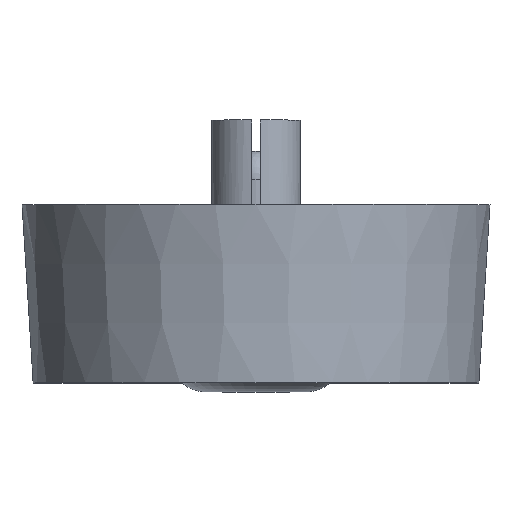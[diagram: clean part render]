
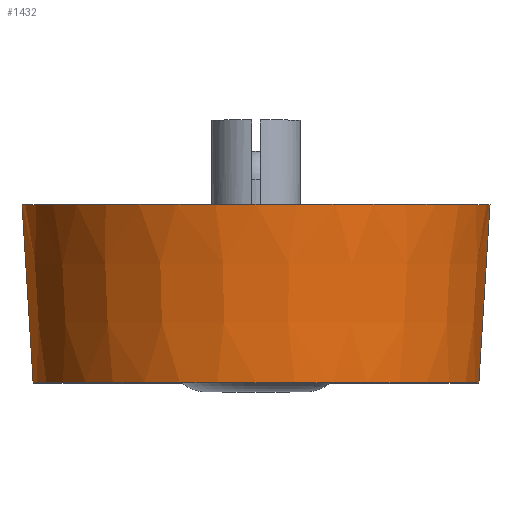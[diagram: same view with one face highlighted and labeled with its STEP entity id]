
A CAD part, top view. The second image highlights one B-rep face of the part: STEP entity #1432.
In plain terms, the highlighted conical face has half-angle 3.576 degrees and reference radius 10.5 mm.
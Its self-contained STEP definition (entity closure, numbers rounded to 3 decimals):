
#52 = CARTESIAN_POINT ( 'NONE',  ( -10.5, 0., 0. ) ) ;
#133 = AXIS2_PLACEMENT_3D ( 'NONE', #1363, #2107, #1123 ) ;
#144 = VERTEX_POINT ( 'NONE', #52 ) ;
#162 = EDGE_CURVE ( 'NONE', #144, #646, #180, .T. ) ;
#180 = CIRCLE ( 'NONE', #133, 10.5 ) ;
#536 = DIRECTION ( 'NONE',  ( 0., 1., 0. ) ) ;
#646 = VERTEX_POINT ( 'NONE', #1249 ) ;
#681 = CIRCLE ( 'NONE', #1688, 10. ) ;
#697 = EDGE_CURVE ( 'NONE', #1676, #1132, #681, .T. ) ;
#743 = EDGE_CURVE ( 'NONE', #1132, #646, #2903, .T. ) ;
#785 = DIRECTION ( 'NONE',  ( -1., 0., 0. ) ) ;
#828 = ORIENTED_EDGE ( 'NONE', *, *, #697, .T. ) ;
#1123 = DIRECTION ( 'NONE',  ( -1., 0., 0. ) ) ;
#1132 = VERTEX_POINT ( 'NONE', #3201 ) ;
#1139 = EDGE_LOOP ( 'NONE', ( #828, #1476, #1686, #1271 ) ) ;
#1230 = CONICAL_SURFACE ( 'NONE', #1639, 10.5, 0.062 ) ;
#1249 = CARTESIAN_POINT ( 'NONE',  ( 10.5, 0., 0. ) ) ;
#1259 = CARTESIAN_POINT ( 'NONE',  ( 0., -8., 0. ) ) ;
#1271 = ORIENTED_EDGE ( 'NONE', *, *, #2914, .F. ) ;
#1363 = CARTESIAN_POINT ( 'NONE',  ( 0., 0., 0. ) ) ;
#1425 = FACE_OUTER_BOUND ( 'NONE', #1139, .T. ) ;
#1432 = ADVANCED_FACE ( 'NONE', ( #1425 ), #1230, .T. ) ;
#1476 = ORIENTED_EDGE ( 'NONE', *, *, #743, .T. ) ;
#1639 = AXIS2_PLACEMENT_3D ( 'NONE', #3040, #2298, #1780 ) ;
#1676 = VERTEX_POINT ( 'NONE', #3018 ) ;
#1686 = ORIENTED_EDGE ( 'NONE', *, *, #162, .F. ) ;
#1688 = AXIS2_PLACEMENT_3D ( 'NONE', #1259, #536, #785 ) ;
#1780 = DIRECTION ( 'NONE',  ( -1., 0., 0. ) ) ;
#1814 = DIRECTION ( 'NONE',  ( -0.062, 0.998, 0. ) ) ;
#2078 = CARTESIAN_POINT ( 'NONE',  ( -10.5, 0., 0. ) ) ;
#2107 = DIRECTION ( 'NONE',  ( 0., 1., 0. ) ) ;
#2280 = CARTESIAN_POINT ( 'NONE',  ( 10.5, 0., 0. ) ) ;
#2296 = DIRECTION ( 'NONE',  ( 0.062, 0.998, 0. ) ) ;
#2298 = DIRECTION ( 'NONE',  ( 0., 1., 0. ) ) ;
#2438 = VECTOR ( 'NONE', #1814, 1000. ) ;
#2603 = VECTOR ( 'NONE', #2296, 1000. ) ;
#2903 = LINE ( 'NONE', #2280, #2603 ) ;
#2914 = EDGE_CURVE ( 'NONE', #1676, #144, #3100, .T. ) ;
#3018 = CARTESIAN_POINT ( 'NONE',  ( -10., -8., 0. ) ) ;
#3040 = CARTESIAN_POINT ( 'NONE',  ( 0., 0., 0. ) ) ;
#3100 = LINE ( 'NONE', #2078, #2438 ) ;
#3201 = CARTESIAN_POINT ( 'NONE',  ( 10., -8., 0. ) ) ;
